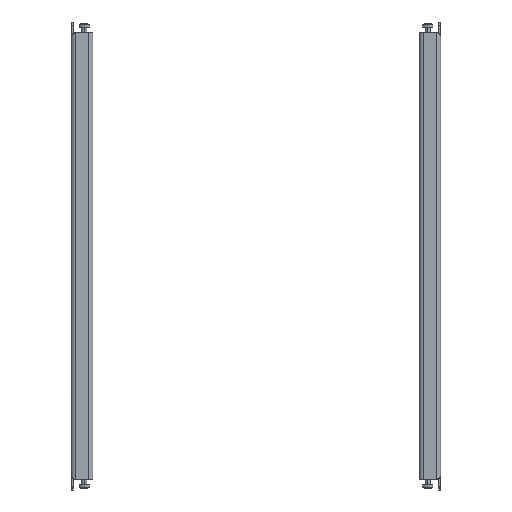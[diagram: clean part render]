
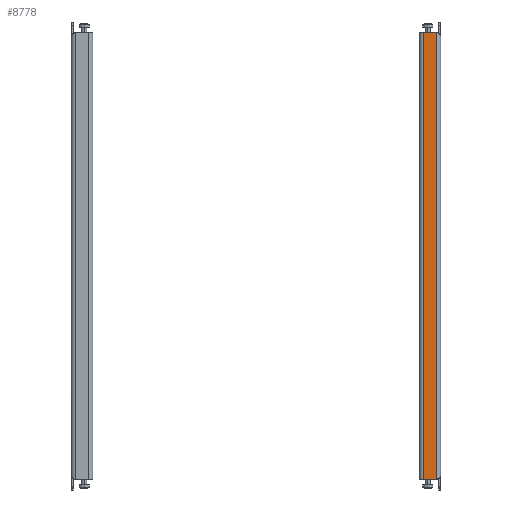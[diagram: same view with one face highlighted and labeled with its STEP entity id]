
A CAD part, front view. The second image highlights one B-rep face of the part: STEP entity #8778.
In plain terms, the highlighted planar face has unit normal (0, -1, 0).
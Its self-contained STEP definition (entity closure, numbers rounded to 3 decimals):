
#29 = CARTESIAN_POINT ( 'NONE',  ( -217.4, -99., -17. ) ) ;
#1458 = DIRECTION ( 'NONE',  ( 1., 0., 0. ) ) ;
#1639 = PLANE ( 'NONE',  #2676 ) ;
#2208 = CARTESIAN_POINT ( 'NONE',  ( -217.4, -99., -4. ) ) ;
#2366 = LINE ( 'NONE', #6669, #7590 ) ;
#2468 = CARTESIAN_POINT ( 'NONE',  ( -217.4, -99., -4. ) ) ;
#2594 = VERTEX_POINT ( 'NONE', #6901 ) ;
#2676 = AXIS2_PLACEMENT_3D ( 'NONE', #7031, #8081, #6983 ) ;
#3487 = DIRECTION ( 'NONE',  ( 0., 0., -1. ) ) ;
#3908 = ORIENTED_EDGE ( 'NONE', *, *, #12542, .T. ) ;
#3948 = VECTOR ( 'NONE', #3487, 1000. ) ;
#4069 = EDGE_CURVE ( 'NONE', #4288, #9804, #8544, .T. ) ;
#4288 = VERTEX_POINT ( 'NONE', #2208 ) ;
#6328 = FACE_OUTER_BOUND ( 'NONE', #12637, .T. ) ;
#6488 = ORIENTED_EDGE ( 'NONE', *, *, #11474, .T. ) ;
#6669 = CARTESIAN_POINT ( 'NONE',  ( -217.4, -99., -17. ) ) ;
#6901 = CARTESIAN_POINT ( 'NONE',  ( 217.4, -99., -17. ) ) ;
#6983 = DIRECTION ( 'NONE',  ( 0., 0., 1. ) ) ;
#7031 = CARTESIAN_POINT ( 'NONE',  ( 0., -99., 0. ) ) ;
#7590 = VECTOR ( 'NONE', #1458, 1000. ) ;
#7767 = ORIENTED_EDGE ( 'NONE', *, *, #13382, .F. ) ;
#7780 = CARTESIAN_POINT ( 'NONE',  ( 213.4, -99., -4. ) ) ;
#7822 = CARTESIAN_POINT ( 'NONE',  ( 217.4, -99., -4. ) ) ;
#8081 = DIRECTION ( 'NONE',  ( 0., 1., 0. ) ) ;
#8532 = VERTEX_POINT ( 'NONE', #29 ) ;
#8535 = LINE ( 'NONE', #8847, #3948 ) ;
#8544 = LINE ( 'NONE', #7780, #11509 ) ;
#8778 = ADVANCED_FACE ( 'NONE', ( #6328 ), #1639, .F. ) ;
#8847 = CARTESIAN_POINT ( 'NONE',  ( 217.4, -99., -4. ) ) ;
#9381 = LINE ( 'NONE', #2468, #13456 ) ;
#9804 = VERTEX_POINT ( 'NONE', #7822 ) ;
#11474 = EDGE_CURVE ( 'NONE', #8532, #2594, #2366, .T. ) ;
#11509 = VECTOR ( 'NONE', #13048, 1000. ) ;
#11605 = ORIENTED_EDGE ( 'NONE', *, *, #4069, .F. ) ;
#12542 = EDGE_CURVE ( 'NONE', #4288, #8532, #9381, .T. ) ;
#12637 = EDGE_LOOP ( 'NONE', ( #6488, #7767, #11605, #3908 ) ) ;
#12908 = DIRECTION ( 'NONE',  ( 0., 0., -1. ) ) ;
#13048 = DIRECTION ( 'NONE',  ( 1., 0., 0. ) ) ;
#13382 = EDGE_CURVE ( 'NONE', #9804, #2594, #8535, .T. ) ;
#13456 = VECTOR ( 'NONE', #12908, 1000. ) ;
